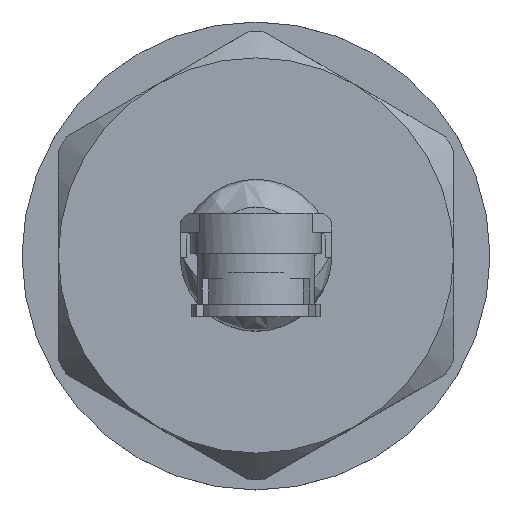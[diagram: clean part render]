
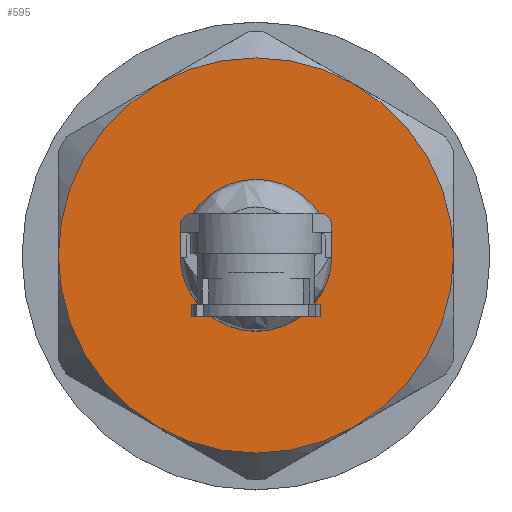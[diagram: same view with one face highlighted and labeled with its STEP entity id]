
A CAD part, top view. The second image highlights one B-rep face of the part: STEP entity #595.
In plain terms, the highlighted face is planar.
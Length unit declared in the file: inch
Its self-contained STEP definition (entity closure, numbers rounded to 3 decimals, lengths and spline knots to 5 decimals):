
#197 = FACE_BOUND ( 'NONE', #23868, .T. ) ;
#595 = ADVANCED_FACE ( 'NONE', ( #197, #23709 ), #8317, .F. ) ;
#596 = EDGE_CURVE ( 'NONE', #23217, #24018, #21781, .T. ) ;
#1085 = ORIENTED_EDGE ( 'NONE', *, *, #23692, .T. ) ;
#2112 = DIRECTION ( 'NONE',  ( 1., 0., 0. ) ) ;
#2523 = ORIENTED_EDGE ( 'NONE', *, *, #14423, .T. ) ;
#2560 = AXIS2_PLACEMENT_3D ( 'NONE', #10828, #6354, #25810 ) ;
#2765 = AXIS2_PLACEMENT_3D ( 'NONE', #7682, #26847, #13837 ) ;
#3525 = ORIENTED_EDGE ( 'NONE', *, *, #18343, .T. ) ;
#4013 = ORIENTED_EDGE ( 'NONE', *, *, #25310, .F. ) ;
#4488 = CARTESIAN_POINT ( 'NONE',  ( 0.528, 0., 0. ) ) ;
#4625 = DIRECTION ( 'NONE',  ( 0., 0., -1. ) ) ;
#4762 = VERTEX_POINT ( 'NONE', #14705 ) ;
#5402 = EDGE_CURVE ( 'NONE', #4762, #8836, #18574, .T. ) ;
#6354 = DIRECTION ( 'NONE',  ( -1., 0., 0. ) ) ;
#6443 = DIRECTION ( 'NONE',  ( 0., 0., 1. ) ) ;
#7446 = CARTESIAN_POINT ( 'NONE',  ( 0.528, -0.13532, 0.07812 ) ) ;
#7682 = CARTESIAN_POINT ( 'NONE',  ( 0.528, 0., 0. ) ) ;
#7737 = CIRCLE ( 'NONE', #25146, 0.15625 ) ;
#7967 = CARTESIAN_POINT ( 'NONE',  ( 0.528, 0., 0.06 ) ) ;
#8182 = CIRCLE ( 'NONE', #22931, 0.06 ) ;
#8317 = PLANE ( 'NONE',  #2560 ) ;
#8762 = ORIENTED_EDGE ( 'NONE', *, *, #26212, .T. ) ;
#8836 = VERTEX_POINT ( 'NONE', #23744 ) ;
#9170 = AXIS2_PLACEMENT_3D ( 'NONE', #12606, #2112, #21007 ) ;
#9557 = VERTEX_POINT ( 'NONE', #19766 ) ;
#10147 = CIRCLE ( 'NONE', #20425, 0.15625 ) ;
#10828 = CARTESIAN_POINT ( 'NONE',  ( 0.528, 0.17684, 0. ) ) ;
#11076 = DIRECTION ( 'NONE',  ( 1., 0., 0. ) ) ;
#12293 = DIRECTION ( 'NONE',  ( 0., 0., -1. ) ) ;
#12606 = CARTESIAN_POINT ( 'NONE',  ( 0.528, 0., 0. ) ) ;
#13837 = DIRECTION ( 'NONE',  ( 0., 0., -1. ) ) ;
#14423 = EDGE_CURVE ( 'NONE', #24018, #9557, #10147, .T. ) ;
#14705 = CARTESIAN_POINT ( 'NONE',  ( 0.528, 0., -0.15625 ) ) ;
#14948 = CARTESIAN_POINT ( 'NONE',  ( 0.528, 0.13532, 0.07812 ) ) ;
#15280 = CIRCLE ( 'NONE', #2765, 0.15625 ) ;
#16170 = ORIENTED_EDGE ( 'NONE', *, *, #596, .T. ) ;
#16602 = CARTESIAN_POINT ( 'NONE',  ( 0.528, 0., 0.15625 ) ) ;
#16617 = VERTEX_POINT ( 'NONE', #7967 ) ;
#16772 = AXIS2_PLACEMENT_3D ( 'NONE', #4488, #19596, #4625 ) ;
#16845 = DIRECTION ( 'NONE',  ( 1., 0., 0. ) ) ;
#17507 = DIRECTION ( 'NONE',  ( 0., 0., -1. ) ) ;
#18343 = EDGE_CURVE ( 'NONE', #8836, #20969, #18985, .T. ) ;
#18574 = CIRCLE ( 'NONE', #16772, 0.15625 ) ;
#18985 = CIRCLE ( 'NONE', #9170, 0.15625 ) ;
#19085 = CARTESIAN_POINT ( 'NONE',  ( 0.528, 0., 0. ) ) ;
#19173 = DIRECTION ( 'NONE',  ( 1., 0., 0. ) ) ;
#19362 = DIRECTION ( 'NONE',  ( 0., 0., -1. ) ) ;
#19596 = DIRECTION ( 'NONE',  ( 1., 0., 0. ) ) ;
#19766 = CARTESIAN_POINT ( 'NONE',  ( 0.528, -0.13532, -0.07813 ) ) ;
#20425 = AXIS2_PLACEMENT_3D ( 'NONE', #25029, #23333, #12293 ) ;
#20969 = VERTEX_POINT ( 'NONE', #14948 ) ;
#21007 = DIRECTION ( 'NONE',  ( 0., 0., -1. ) ) ;
#21419 = CARTESIAN_POINT ( 'NONE',  ( 0.528, 0., 0. ) ) ;
#21781 = CIRCLE ( 'NONE', #25356, 0.15625 ) ;
#21835 = EDGE_LOOP ( 'NONE', ( #8762, #16170, #2523, #1085, #25390, #3525 ) ) ;
#22931 = AXIS2_PLACEMENT_3D ( 'NONE', #21419, #19173, #6443 ) ;
#23217 = VERTEX_POINT ( 'NONE', #16602 ) ;
#23333 = DIRECTION ( 'NONE',  ( 1., 0., 0. ) ) ;
#23692 = EDGE_CURVE ( 'NONE', #9557, #4762, #7737, .T. ) ;
#23709 = FACE_OUTER_BOUND ( 'NONE', #21835, .T. ) ;
#23744 = CARTESIAN_POINT ( 'NONE',  ( 0.528, 0.13532, -0.07812 ) ) ;
#23868 = EDGE_LOOP ( 'NONE', ( #4013 ) ) ;
#24018 = VERTEX_POINT ( 'NONE', #7446 ) ;
#25029 = CARTESIAN_POINT ( 'NONE',  ( 0.528, 0., 0. ) ) ;
#25146 = AXIS2_PLACEMENT_3D ( 'NONE', #25920, #11076, #17507 ) ;
#25310 = EDGE_CURVE ( 'NONE', #16617, #16617, #8182, .T. ) ;
#25356 = AXIS2_PLACEMENT_3D ( 'NONE', #19085, #16845, #19362 ) ;
#25390 = ORIENTED_EDGE ( 'NONE', *, *, #5402, .T. ) ;
#25810 = DIRECTION ( 'NONE',  ( 0., 0., 1. ) ) ;
#25920 = CARTESIAN_POINT ( 'NONE',  ( 0.528, 0., 0. ) ) ;
#26212 = EDGE_CURVE ( 'NONE', #20969, #23217, #15280, .T. ) ;
#26847 = DIRECTION ( 'NONE',  ( 1., 0., 0. ) ) ;
